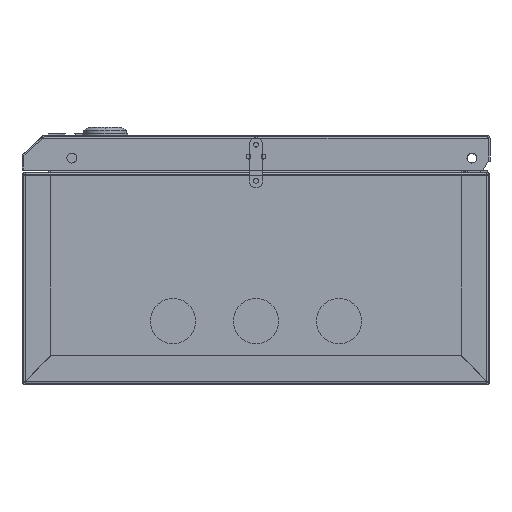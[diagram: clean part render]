
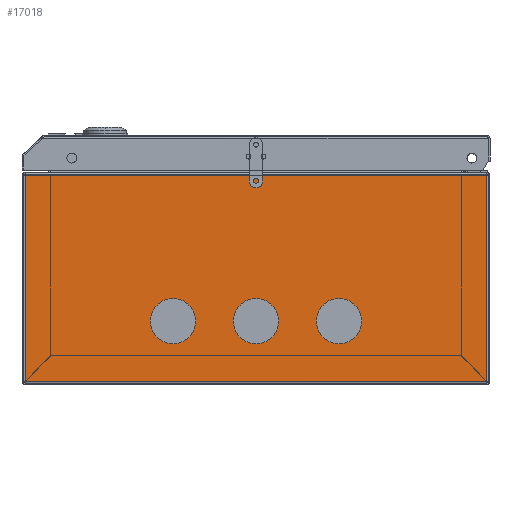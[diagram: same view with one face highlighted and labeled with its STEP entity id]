
A CAD part, front view. The second image highlights one B-rep face of the part: STEP entity #17018.
In plain terms, the highlighted face is planar.
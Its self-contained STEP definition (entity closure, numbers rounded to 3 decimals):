
#946 = CARTESIAN_POINT ( 'NONE',  ( -108.213, 0., 126.938 ) ) ;
#1748 = ORIENTED_EDGE ( 'NONE', *, *, #2988, .T. ) ;
#1817 = CARTESIAN_POINT ( 'NONE',  ( -148.213, 0., 224.938 ) ) ;
#2319 = CARTESIAN_POINT ( 'NONE',  ( -148.213, 0., 224.938 ) ) ;
#2861 = VECTOR ( 'NONE', #13856, 1000. ) ;
#2988 = EDGE_CURVE ( 'NONE', #18191, #16932, #6777, .T. ) ;
#3650 = LINE ( 'NONE', #16304, #2861 ) ;
#3964 = EDGE_CURVE ( 'NONE', #16387, #23057, #13547, .T. ) ;
#4050 = LINE ( 'NONE', #8841, #29031 ) ;
#4294 = ORIENTED_EDGE ( 'NONE', *, *, #30696, .F. ) ;
#4605 = CARTESIAN_POINT ( 'NONE',  ( -108.213, 0., 16.938 ) ) ;
#4608 = EDGE_LOOP ( 'NONE', ( #4294, #23342 ) ) ;
#5251 = EDGE_CURVE ( 'NONE', #20827, #12697, #22023, .T. ) ;
#5391 = CARTESIAN_POINT ( 'NONE',  ( -108.213, 0., 141.938 ) ) ;
#5990 = FACE_BOUND ( 'NONE', #11620, .T. ) ;
#6197 = AXIS2_PLACEMENT_3D ( 'NONE', #20488, #20451, #20370 ) ;
#6567 = CARTESIAN_POINT ( 'NONE',  ( -108.213, 0., 126.938 ) ) ;
#6777 = LINE ( 'NONE', #1817, #12485 ) ;
#7054 = DIRECTION ( 'NONE',  ( 0., 0., 1. ) ) ;
#7067 = EDGE_CURVE ( 'NONE', #9488, #29805, #27014, .T. ) ;
#7217 = CIRCLE ( 'NONE', #6197, 15. ) ;
#7268 = EDGE_CURVE ( 'NONE', #12697, #20827, #16022, .T. ) ;
#7428 = EDGE_LOOP ( 'NONE', ( #15435, #8166 ) ) ;
#8166 = ORIENTED_EDGE ( 'NONE', *, *, #7268, .F. ) ;
#8725 = EDGE_CURVE ( 'NONE', #29805, #9488, #7217, .T. ) ;
#8841 = CARTESIAN_POINT ( 'NONE',  ( -148.213, 0., -81.062 ) ) ;
#9140 = AXIS2_PLACEMENT_3D ( 'NONE', #6567, #23549, #13869 ) ;
#9361 = DIRECTION ( 'NONE',  ( 0., 0., 1. ) ) ;
#9488 = VERTEX_POINT ( 'NONE', #26086 ) ;
#9543 = DIRECTION ( 'NONE',  ( -1., 0., 0. ) ) ;
#9693 = DIRECTION ( 'NONE',  ( 1., 0., 0. ) ) ;
#11602 = CIRCLE ( 'NONE', #19766, 15. ) ;
#11620 = EDGE_LOOP ( 'NONE', ( #22331, #17596 ) ) ;
#12139 = DIRECTION ( 'NONE',  ( 0., 0., 1. ) ) ;
#12169 = DIRECTION ( 'NONE',  ( 0., 1., 0. ) ) ;
#12196 = CARTESIAN_POINT ( 'NONE',  ( -108.213, 0., 16.938 ) ) ;
#12485 = VECTOR ( 'NONE', #9693, 1000. ) ;
#12697 = VERTEX_POINT ( 'NONE', #17799 ) ;
#12978 = EDGE_LOOP ( 'NONE', ( #1748, #17627, #24579, #23713 ) ) ;
#13547 = CIRCLE ( 'NONE', #31130, 15. ) ;
#13688 = AXIS2_PLACEMENT_3D ( 'NONE', #16686, #19133, #21578 ) ;
#13760 = DIRECTION ( 'NONE',  ( 0., 0., -1. ) ) ;
#13856 = DIRECTION ( 'NONE',  ( 0., 0., 1. ) ) ;
#13869 = DIRECTION ( 'NONE',  ( 0., 0., 1. ) ) ;
#14123 = CARTESIAN_POINT ( 'NONE',  ( -148.213, 0., 224.938 ) ) ;
#14434 = CARTESIAN_POINT ( 'NONE',  ( -108.213, 0., 1.938 ) ) ;
#15435 = ORIENTED_EDGE ( 'NONE', *, *, #5251, .F. ) ;
#16022 = CIRCLE ( 'NONE', #21803, 15. ) ;
#16304 = CARTESIAN_POINT ( 'NONE',  ( -148.213, 0., -81.062 ) ) ;
#16363 = CARTESIAN_POINT ( 'NONE',  ( -11.753, 0., -81.062 ) ) ;
#16387 = VERTEX_POINT ( 'NONE', #14434 ) ;
#16686 = CARTESIAN_POINT ( 'NONE',  ( -108.213, 0., 71.938 ) ) ;
#16921 = VERTEX_POINT ( 'NONE', #16363 ) ;
#16932 = VERTEX_POINT ( 'NONE', #26135 ) ;
#17018 = ADVANCED_FACE ( 'NONE', ( #18095, #25329, #5990, #18879 ), #30991, .T. ) ;
#17596 = ORIENTED_EDGE ( 'NONE', *, *, #8725, .F. ) ;
#17627 = ORIENTED_EDGE ( 'NONE', *, *, #30554, .T. ) ;
#17799 = CARTESIAN_POINT ( 'NONE',  ( -108.213, 0., 111.938 ) ) ;
#17937 = DIRECTION ( 'NONE',  ( 0., 1., 0. ) ) ;
#18095 = FACE_BOUND ( 'NONE', #7428, .T. ) ;
#18191 = VERTEX_POINT ( 'NONE', #2319 ) ;
#18689 = AXIS2_PLACEMENT_3D ( 'NONE', #14123, #23907, #9361 ) ;
#18879 = FACE_OUTER_BOUND ( 'NONE', #12978, .T. ) ;
#19133 = DIRECTION ( 'NONE',  ( 0., 1., 0. ) ) ;
#19766 = AXIS2_PLACEMENT_3D ( 'NONE', #4605, #21603, #7054 ) ;
#20370 = DIRECTION ( 'NONE',  ( 0., 0., 1. ) ) ;
#20451 = DIRECTION ( 'NONE',  ( 0., 1., 0. ) ) ;
#20488 = CARTESIAN_POINT ( 'NONE',  ( -108.213, 0., 71.938 ) ) ;
#20827 = VERTEX_POINT ( 'NONE', #5391 ) ;
#21578 = DIRECTION ( 'NONE',  ( 0., 0., 1. ) ) ;
#21603 = DIRECTION ( 'NONE',  ( 0., 1., 0. ) ) ;
#21803 = AXIS2_PLACEMENT_3D ( 'NONE', #946, #17937, #22842 ) ;
#22023 = CIRCLE ( 'NONE', #9140, 15. ) ;
#22331 = ORIENTED_EDGE ( 'NONE', *, *, #7067, .F. ) ;
#22586 = VECTOR ( 'NONE', #13760, 1000. ) ;
#22842 = DIRECTION ( 'NONE',  ( 0., 0., 1. ) ) ;
#23057 = VERTEX_POINT ( 'NONE', #29456 ) ;
#23342 = ORIENTED_EDGE ( 'NONE', *, *, #3964, .F. ) ;
#23408 = VERTEX_POINT ( 'NONE', #28918 ) ;
#23549 = DIRECTION ( 'NONE',  ( 0., 1., 0. ) ) ;
#23713 = ORIENTED_EDGE ( 'NONE', *, *, #29108, .T. ) ;
#23907 = DIRECTION ( 'NONE',  ( 0., 1., 0. ) ) ;
#24306 = CARTESIAN_POINT ( 'NONE',  ( -108.213, 0., 56.938 ) ) ;
#24579 = ORIENTED_EDGE ( 'NONE', *, *, #29540, .T. ) ;
#24859 = LINE ( 'NONE', #28227, #22586 ) ;
#25329 = FACE_BOUND ( 'NONE', #4608, .T. ) ;
#26086 = CARTESIAN_POINT ( 'NONE',  ( -108.213, 0., 86.938 ) ) ;
#26135 = CARTESIAN_POINT ( 'NONE',  ( -11.753, 0., 224.938 ) ) ;
#27014 = CIRCLE ( 'NONE', #13688, 15. ) ;
#28227 = CARTESIAN_POINT ( 'NONE',  ( -11.753, 0., 224.938 ) ) ;
#28918 = CARTESIAN_POINT ( 'NONE',  ( -148.213, 0., -81.062 ) ) ;
#29031 = VECTOR ( 'NONE', #9543, 1000. ) ;
#29108 = EDGE_CURVE ( 'NONE', #23408, #18191, #3650, .T. ) ;
#29456 = CARTESIAN_POINT ( 'NONE',  ( -108.213, 0., 31.938 ) ) ;
#29540 = EDGE_CURVE ( 'NONE', #16921, #23408, #4050, .T. ) ;
#29805 = VERTEX_POINT ( 'NONE', #24306 ) ;
#30554 = EDGE_CURVE ( 'NONE', #16932, #16921, #24859, .T. ) ;
#30696 = EDGE_CURVE ( 'NONE', #23057, #16387, #11602, .T. ) ;
#30991 = PLANE ( 'NONE',  #18689 ) ;
#31130 = AXIS2_PLACEMENT_3D ( 'NONE', #12196, #12169, #12139 ) ;
